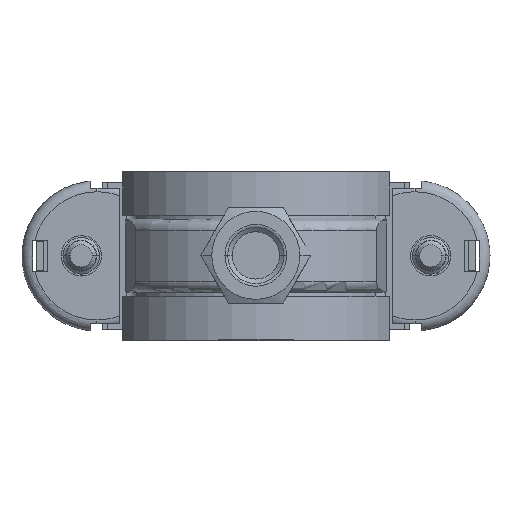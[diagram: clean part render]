
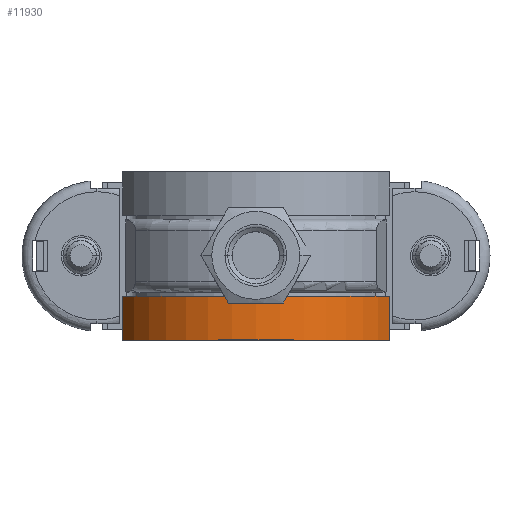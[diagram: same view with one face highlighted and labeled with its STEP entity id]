
A CAD part, top view. The second image highlights one B-rep face of the part: STEP entity #11930.
In plain terms, the highlighted cylindrical face has radius 19.75 mm (diameter 39.5 mm), a partial arc.
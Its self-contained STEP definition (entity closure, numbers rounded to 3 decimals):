
#11872=CARTESIAN_POINT('',(134.818,127.802,5.5));
#11873=VERTEX_POINT('',#11872);
#11880=CARTESIAN_POINT('',(171.223,127.802,5.5));
#11881=VERTEX_POINT('',#11880);
#11882=CARTESIAN_POINT('',(153.02,120.137,5.5));
#11883=DIRECTION('',(0.0,0.0,1.0));
#11884=DIRECTION('',(1.0,0.0,0.0));
#11885=AXIS2_PLACEMENT_3D('',#11882,#11883,#11884);
#11886=CIRCLE('',#11885,19.75);
#11887=EDGE_CURVE('',#11881,#11873,#11886,.T.);
#11899=CARTESIAN_POINT('',(153.02,120.137,8.5));
#11900=DIRECTION('',(0.0,0.0,1.0));
#11901=DIRECTION('',(1.0,0.0,0.0));
#11902=AXIS2_PLACEMENT_3D('',#11899,#11900,#11901);
#11903=CYLINDRICAL_SURFACE('',#11902,19.75);
#11904=CARTESIAN_POINT('',(134.818,127.802,11.5));
#11905=VERTEX_POINT('',#11904);
#11906=CARTESIAN_POINT('',(134.818,127.802,5.5));
#11907=DIRECTION('',(0.0,0.0,1.0));
#11908=VECTOR('',#11907,6.);
#11909=LINE('',#11906,#11908);
#11910=EDGE_CURVE('',#11873,#11905,#11909,.T.);
#11911=ORIENTED_EDGE('',*,*,#11910,.T.);
#11912=CARTESIAN_POINT('',(171.223,127.802,11.5));
#11913=VERTEX_POINT('',#11912);
#11914=CARTESIAN_POINT('',(153.02,120.137,11.5));
#11915=DIRECTION('',(0.0,0.0,1.0));
#11916=DIRECTION('',(1.0,0.0,0.0));
#11917=AXIS2_PLACEMENT_3D('',#11914,#11915,#11916);
#11918=CIRCLE('',#11917,19.75);
#11919=EDGE_CURVE('',#11913,#11905,#11918,.T.);
#11920=ORIENTED_EDGE('',*,*,#11919,.F.);
#11921=CARTESIAN_POINT('',(171.223,127.802,5.5));
#11922=DIRECTION('',(0.0,0.0,1.0));
#11923=VECTOR('',#11922,6.);
#11924=LINE('',#11921,#11923);
#11925=EDGE_CURVE('',#11881,#11913,#11924,.T.);
#11926=ORIENTED_EDGE('',*,*,#11925,.F.);
#11927=ORIENTED_EDGE('',*,*,#11887,.T.);
#11928=EDGE_LOOP('',(#11911,#11920,#11926,#11927));
#11929=FACE_OUTER_BOUND('',#11928,.T.);
#11930=ADVANCED_FACE('',(#11929),#11903,.T.);
